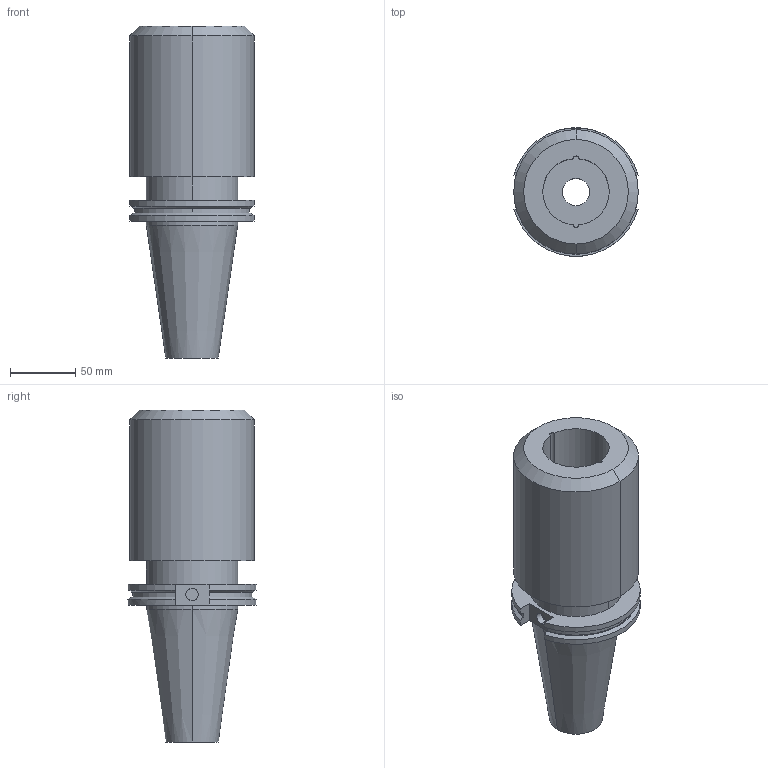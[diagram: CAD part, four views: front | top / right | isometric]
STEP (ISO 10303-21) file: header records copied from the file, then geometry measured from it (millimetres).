
FILE_DESCRIPTION (( 'STEP AP203' ), '1' );
FILE_NAME ('STP-SATE-22951B.STEP', '2018-08-27T05:26:37', ( '' ), ( '' ), 'SwSTEP 2.0', 'SolidWorks 2015', '' );
FILE_SCHEMA (( 'CONFIG_CONTROL_DESIGN' ));
Length unit declared in the file: millimetre
Products named in the file (1): STP-SATE-22951B
Bounding box: 95.25 x 98.24 x 254 mm (x, y, z)
Volume: 969077.7 mm3; surface area: 108145.2 mm2
Topology: 1 solids, 1 shells, 63 faces, 154 edges, 100 vertices
Faces by surface type: cylinder 31, plane 19, cone 13
Entity records: 1969 total; most frequent: DIRECTION 350, CARTESIAN_POINT 342, ORIENTED_EDGE 308, EDGE_CURVE 154, AXIS2_PLACEMENT_3D 140, VERTEX_POINT 100, CIRCLE 76, EDGE_LOOP 72
